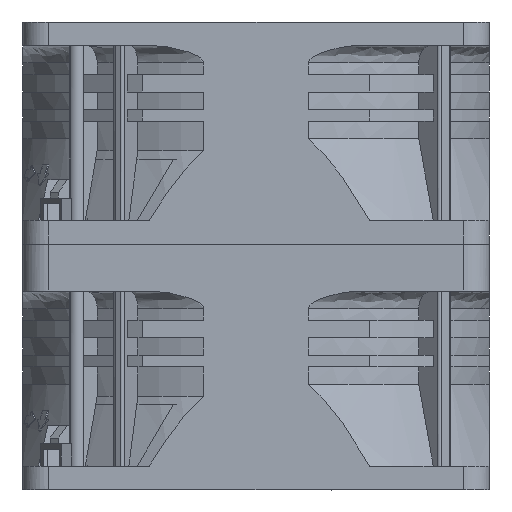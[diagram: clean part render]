
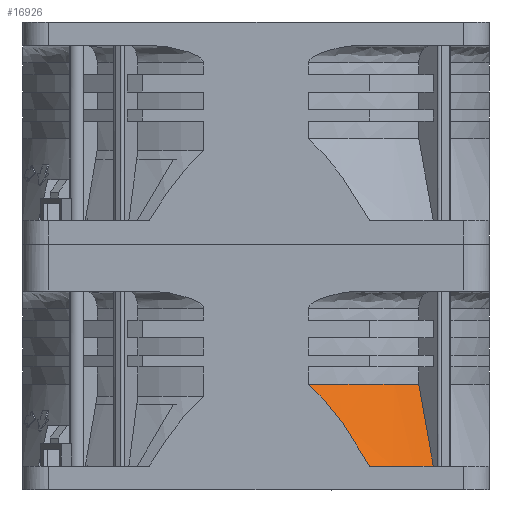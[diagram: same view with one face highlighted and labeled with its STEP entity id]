
A CAD part, front view. The second image highlights one B-rep face of the part: STEP entity #16926.
In plain terms, the highlighted conical face has half-angle 14.036 degrees and reference radius 44.5 mm.
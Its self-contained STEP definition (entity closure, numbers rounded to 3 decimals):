
#1385 = B_SPLINE_CURVE_WITH_KNOTS ( 'NONE', 3,
 ( #53768, #24145, #71611, #6596 ),
 .UNSPECIFIED., .F., .F.,
 ( 4, 4 ),
 ( 0., 1. ),
 .UNSPECIFIED. ) ;
#2215 = CARTESIAN_POINT ( 'NONE',  ( 23.399, -37.916, -34. ) ) ;
#2451 = ORIENTED_EDGE ( 'NONE', *, *, #51308, .F. ) ;
#2465 = CARTESIAN_POINT ( 'NONE',  ( 30.387, -32.51, -34. ) ) ;
#3442 = CARTESIAN_POINT ( 'NONE',  ( 14.814, -40., -26.621 ) ) ;
#3691 = CARTESIAN_POINT ( 'NONE',  ( 12.743, -40., -23.923 ) ) ;
#4456 = AXIS2_PLACEMENT_3D ( 'NONE', #57051, #27684, #51617 ) ;
#6596 = CARTESIAN_POINT ( 'NONE',  ( 27.899, -30.044, -20. ) ) ;
#6810 = EDGE_CURVE ( 'NONE', #61599, #27954, #26095, .T. ) ;
#6882 = EDGE_LOOP ( 'NONE', ( #18848, #2451, #61577, #67645 ) ) ;
#8579 = CARTESIAN_POINT ( 'NONE',  ( 27.899, -30.044, -20. ) ) ;
#10621 = CARTESIAN_POINT ( 'NONE',  ( 11.473, -40., -22.446 ) ) ;
#10867 = CARTESIAN_POINT ( 'NONE',  ( 9.535, -40., -20.47 ) ) ;
#14192 = EDGE_CURVE ( 'NONE', #65167, #27954, #70840, .T. ) ;
#16041 = CARTESIAN_POINT ( 'NONE',  ( 14.844, -40., -26.662 ) ) ;
#16116 = B_SPLINE_CURVE_WITH_KNOTS ( 'NONE', 3,
 ( #2465, #73631, #49125, #2215, #54775, #67428 ),
 .UNSPECIFIED., .F., .F.,
 ( 4, 2, 4 ),
 ( 0., 0.5, 1. ),
 .UNSPECIFIED. ) ;
#16926 = ADVANCED_FACE ( 'NONE', ( #43894 ), #53931, .T. ) ;
#18848 = ORIENTED_EDGE ( 'NONE', *, *, #6810, .F. ) ;
#21995 = CARTESIAN_POINT ( 'NONE',  ( 12.691, -40., -23.86 ) ) ;
#23331 = CARTESIAN_POINT ( 'NONE',  ( 19.5, -40., -34. ) ) ;
#24145 = CARTESIAN_POINT ( 'NONE',  ( 29.524, -31.654, -29.142 ) ) ;
#26095 = B_SPLINE_CURVE_WITH_KNOTS ( 'NONE', 3,
 ( #74083, #33622, #56787, #63001, #50848, #74844, #39535, #38769, #16041, #68399, #3442, #44725, #74336, #50603, #57291, #3691, #21995, #63245, #32615, #46210, #10621, #64265, #57562, #69413, #58067, #52359, #63741, #10867, #28438 ),
 .UNSPECIFIED., .F., .F.,
 ( 4, 1, 1, 1, 1, 1, 1, 1, 2, 2, 1, 2, 2, 1, 1, 1, 2, 2, 1, 1, 4 ),
 ( 0., 0.25, 0.375, 0.438, 0.469, 0.484, 0.492, 0.496, 0.498, 0.5, 0.625, 0.688, 0.703, 0.719, 0.75, 0.813, 0.844, 0.852, 0.859, 0.875, 1. ),
 .UNSPECIFIED. ) ;
#27684 = DIRECTION ( 'NONE',  ( 0., 0., -1. ) ) ;
#27954 = VERTEX_POINT ( 'NONE', #42254 ) ;
#28438 = CARTESIAN_POINT ( 'NONE',  ( 9., -40., -20. ) ) ;
#32615 = CARTESIAN_POINT ( 'NONE',  ( 12.385, -40., -23.492 ) ) ;
#33622 = CARTESIAN_POINT ( 'NONE',  ( 18.701, -40., -32.599 ) ) ;
#37540 = VERTEX_POINT ( 'NONE', #50550 ) ;
#38769 = CARTESIAN_POINT ( 'NONE',  ( 14.886, -40., -26.721 ) ) ;
#39535 = CARTESIAN_POINT ( 'NONE',  ( 14.97, -40., -26.838 ) ) ;
#41635 = AXIS2_PLACEMENT_3D ( 'NONE', #48867, #42981, #42455 ) ;
#42254 = CARTESIAN_POINT ( 'NONE',  ( 9., -40., -20. ) ) ;
#42455 = DIRECTION ( 'NONE',  ( -1., 0., 0. ) ) ;
#42981 = DIRECTION ( 'NONE',  ( 0., 0., -1. ) ) ;
#43894 = FACE_OUTER_BOUND ( 'NONE', #6882, .T. ) ;
#44725 = CARTESIAN_POINT ( 'NONE',  ( 14.809, -40., -26.614 ) ) ;
#46210 = CARTESIAN_POINT ( 'NONE',  ( 11.957, -40., -22.991 ) ) ;
#48867 = CARTESIAN_POINT ( 'NONE',  ( 0., 0., -34. ) ) ;
#49125 = CARTESIAN_POINT ( 'NONE',  ( 27.048, -35.406, -34. ) ) ;
#50550 = CARTESIAN_POINT ( 'NONE',  ( 30.387, -32.51, -34. ) ) ;
#50603 = CARTESIAN_POINT ( 'NONE',  ( 13.682, -40., -25.086 ) ) ;
#50848 = CARTESIAN_POINT ( 'NONE',  ( 15.475, -40., -27.554 ) ) ;
#51308 = EDGE_CURVE ( 'NONE', #37540, #61599, #16116, .T. ) ;
#51617 = DIRECTION ( 'NONE',  ( -1., 0., 0. ) ) ;
#52359 = CARTESIAN_POINT ( 'NONE',  ( 10.766, -40., -21.693 ) ) ;
#52900 = EDGE_CURVE ( 'NONE', #37540, #65167, #1385, .T. ) ;
#53768 = CARTESIAN_POINT ( 'NONE',  ( 30.387, -32.51, -34. ) ) ;
#53931 = CONICAL_SURFACE ( 'NONE', #41635, 44.5, 0.245 ) ;
#54775 = CARTESIAN_POINT ( 'NONE',  ( 21.491, -39.029, -34. ) ) ;
#56787 = CARTESIAN_POINT ( 'NONE',  ( 17.514, -40., -30.623 ) ) ;
#57051 = CARTESIAN_POINT ( 'NONE',  ( 0., 0., -20. ) ) ;
#57291 = CARTESIAN_POINT ( 'NONE',  ( 13.019, -40., -24.259 ) ) ;
#57562 = CARTESIAN_POINT ( 'NONE',  ( 10.961, -40., -21.898 ) ) ;
#58067 = CARTESIAN_POINT ( 'NONE',  ( 10.866, -40., -21.797 ) ) ;
#61577 = ORIENTED_EDGE ( 'NONE', *, *, #52900, .T. ) ;
#61599 = VERTEX_POINT ( 'NONE', #23331 ) ;
#63001 = CARTESIAN_POINT ( 'NONE',  ( 16.151, -40., -28.54 ) ) ;
#63245 = CARTESIAN_POINT ( 'NONE',  ( 12.568, -40., -23.712 ) ) ;
#63741 = CARTESIAN_POINT ( 'NONE',  ( 10.135, -40., -21.041 ) ) ;
#64265 = CARTESIAN_POINT ( 'NONE',  ( 11.111, -40., -22.057 ) ) ;
#65167 = VERTEX_POINT ( 'NONE', #8579 ) ;
#67428 = CARTESIAN_POINT ( 'NONE',  ( 19.5, -40., -34. ) ) ;
#67645 = ORIENTED_EDGE ( 'NONE', *, *, #14192, .T. ) ;
#68399 = CARTESIAN_POINT ( 'NONE',  ( 14.826, -40., -26.637 ) ) ;
#69413 = CARTESIAN_POINT ( 'NONE',  ( 10.932, -40., -21.867 ) ) ;
#70840 = CIRCLE ( 'NONE', #4456, 41. ) ;
#71611 = CARTESIAN_POINT ( 'NONE',  ( 28.694, -30.832, -24.475 ) ) ;
#73631 = CARTESIAN_POINT ( 'NONE',  ( 28.769, -34.022, -34. ) ) ;
#74083 = CARTESIAN_POINT ( 'NONE',  ( 19.5, -40., -34. ) ) ;
#74336 = CARTESIAN_POINT ( 'NONE',  ( 14.352, -40., -25.979 ) ) ;
#74844 = CARTESIAN_POINT ( 'NONE',  ( 15.138, -40., -27.074 ) ) ;
